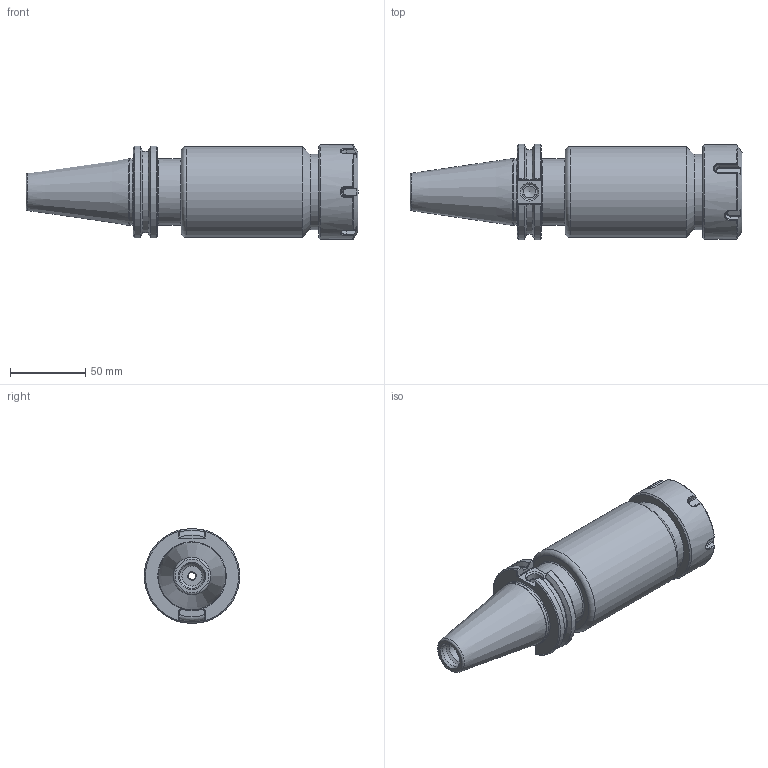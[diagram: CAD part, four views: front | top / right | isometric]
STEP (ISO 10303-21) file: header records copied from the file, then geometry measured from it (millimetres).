
FILE_DESCRIPTION(/* description */ ('ER COLLET CHUCK W/ ADB CLNT'),/* implementation_level */ '2;1');
FILE_NAME(/* name */ 'C40-40ERF600.stp',/* time_stamp */ '2017-01-19T15:32:48-05:00',/* author */ ('davhar'),/* organization */ (''),/* preprocessor_version */ 'ST-DEVELOPER v16.1',/* originating_system */ 'Autodesk Inventor 2016',/* authorisation */ '');
FILE_SCHEMA (('AUTOMOTIVE_DESIGN { 1 0 10303 214 3 1 1 }'));
Length unit declared in the file: inch
Products named in the file (4): C40-40ER6-1; 40ERN; BS-10; C40-40ERF600
Assembly tree (3 placements, depth 2):
  C40-40ERF600
    C40-40ER6-1
    40ERN
    BS-10
Bounding box: 220.65 x 63.26 x 63 mm (x, y, z)
Volume: 367582.1 mm3; surface area: 68332.4 mm2
Topology: 3 solids, 3 shells, 196 faces, 494 edges, 308 vertices
Faces by surface type: plane 75, cylinder 52, cone 38, torus 17, bspline 14
Full cylindrical faces by diameter (mm): 5.588 x1, 7.112 x1, 8 x1, 10.135 x1, 13.386 x1, 16.459 x1, 24.638 x1, 24.892 x2, 28.397 x1, 30.988 x1, 33.02 x1, 43.942 x1, 44.45 x1, 48.5 x1, 50 x1, 52.25 x1, 60.325 x1, 63 x1
Entity records: 7740 total; most frequent: CARTESIAN_POINT 3456, ORIENTED_EDGE 872, DIRECTION 802, EDGE_CURVE 436, AXIS2_PLACEMENT_3D 325, VERTEX_POINT 298, EDGE_LOOP 254, FACE_OUTER_BOUND 196
